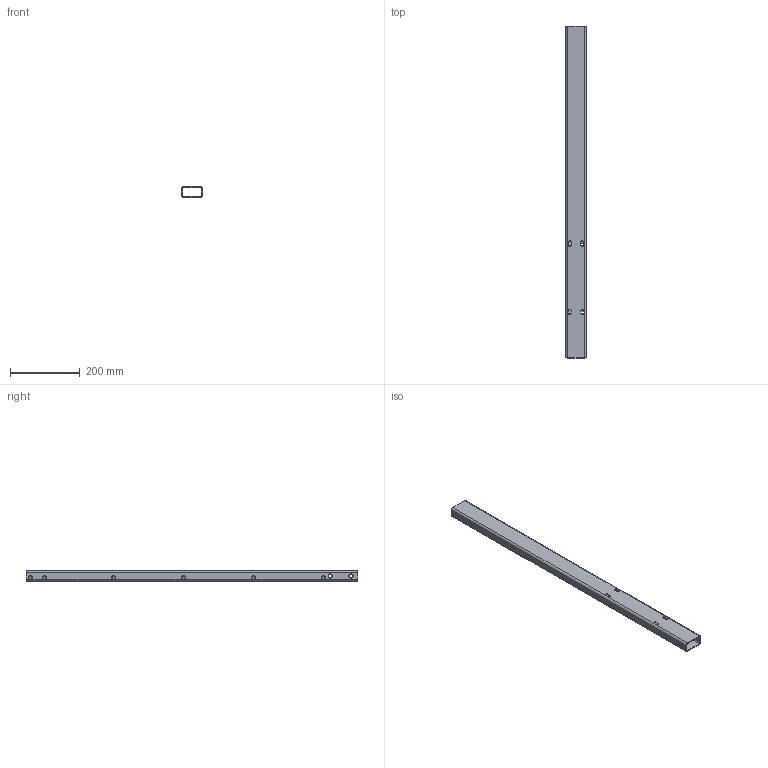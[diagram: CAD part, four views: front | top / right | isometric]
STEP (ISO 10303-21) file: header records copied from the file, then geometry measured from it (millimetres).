
FILE_DESCRIPTION (( 'STEP AP214' ), '1' );
FILE_NAME ('Kitchen 30x60.01.01.004.step', '2020-08-27T11:45:23', ( 'DM' ), ( '' ), 'SwSTEP 2.0', 'SolidWorks 2020', '' );
FILE_SCHEMA (( 'AUTOMOTIVE_DESIGN' ));
Length unit declared in the file: millimetre
Products named in the file (1): Kitchen 30x60.01.01.004
Bounding box: 60 x 952 x 30 mm (x, y, z)
Volume: 452757.9 mm3; surface area: 304604.2 mm2
Topology: 1 solids, 1 shells, 82 faces, 296 edges, 180 vertices
Faces by surface type: cylinder 44, cone 20, plane 18
Entity records: 3150 total; most frequent: CARTESIAN_POINT 691, ORIENTED_EDGE 528, DIRECTION 514, EDGE_CURVE 264, AXIS2_PLACEMENT_3D 191, VERTEX_POINT 164, VECTOR 132, LINE 132
